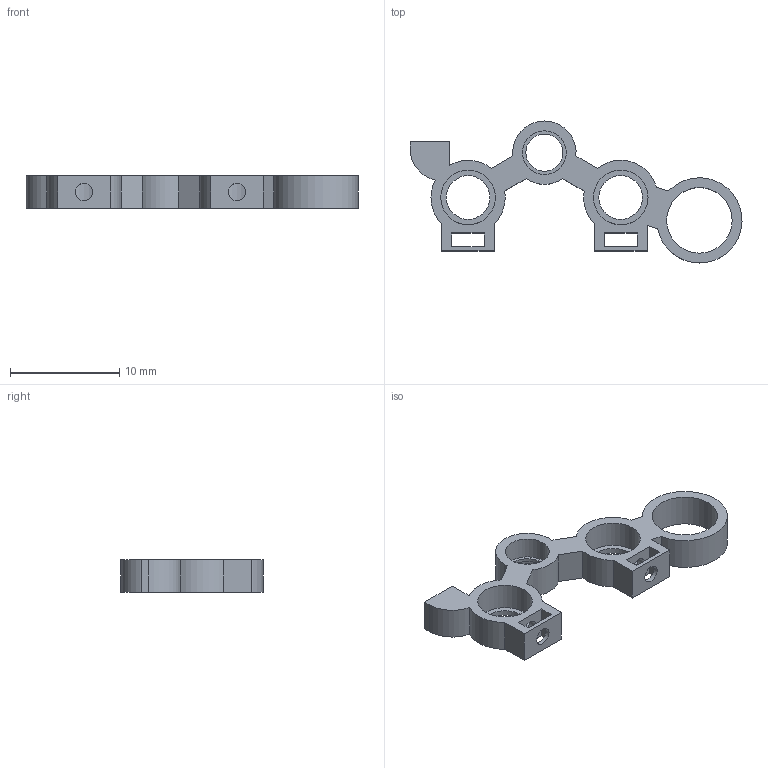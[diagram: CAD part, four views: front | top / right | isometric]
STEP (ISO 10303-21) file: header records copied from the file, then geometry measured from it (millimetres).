
FILE_DESCRIPTION(/* description */ (''),/* implementation_level */ '2;1');
FILE_NAME(/* name */ 'mounter v234.stp',/* time_stamp */ '2017-08-24T17:02:48+09:00',/* author */ (''),/* organization */ (''),/* preprocessor_version */ 'ST-DEVELOPER v16.13',/* originating_system */ 'Autodesk Translation Framework v6.1.1.50',/* authorisation */ '');
FILE_SCHEMA (('AUTOMOTIVE_DESIGN { 1 0 10303 214 3 1 1 }'));
Length unit declared in the file: millimetre
Products named in the file (1): mounter v234
Bounding box: 30.38 x 13 x 3 mm (x, y, z)
Volume: 289 mm3; surface area: 766.3 mm2
Topology: 1 solids, 1 shells, 52 faces, 135 edges, 90 vertices
Faces by surface type: plane 30, cylinder 22
Full cylindrical faces by diameter (mm): 1.5 x1, 1.6 x4, 3.4 x1, 4 x3, 4.6 x1, 5 x2, 6 x1
Entity records: 1660 total; most frequent: CARTESIAN_POINT 331, DIRECTION 268, ORIENTED_EDGE 244, EDGE_CURVE 122, AXIS2_PLACEMENT_3D 95, EDGE_LOOP 90, VERTEX_POINT 90, LINE 78
